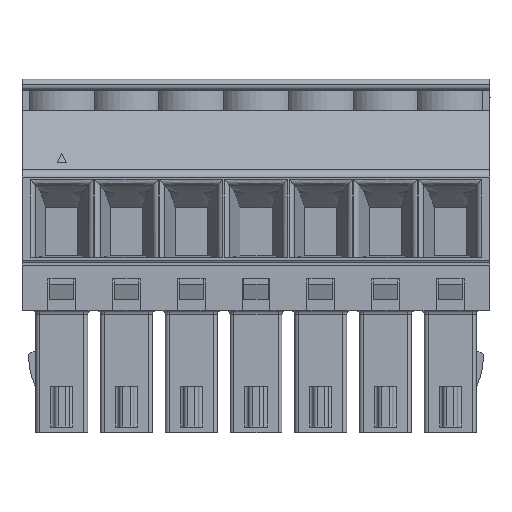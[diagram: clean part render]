
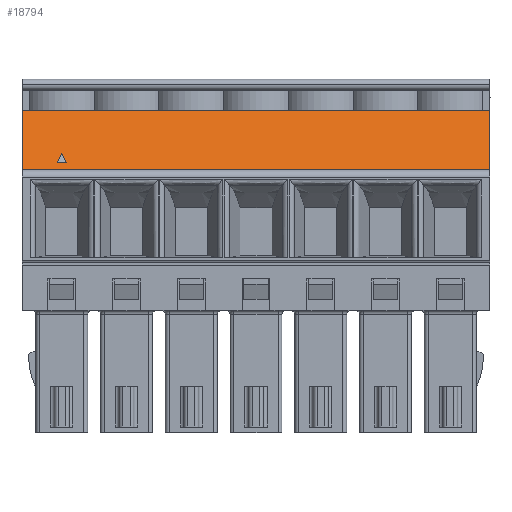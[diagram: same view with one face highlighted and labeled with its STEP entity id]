
A CAD part, top view. The second image highlights one B-rep face of the part: STEP entity #18794.
In plain terms, the highlighted planar face has unit normal (0, 0.346, 0.938).
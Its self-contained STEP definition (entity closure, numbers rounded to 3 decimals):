
#1748 = VERTEX_POINT ( 'NONE', #12261 ) ;
#2024 = CARTESIAN_POINT ( 'NONE',  ( 0., 17.4, 7.82 ) ) ;
#2944 = DIRECTION ( 'NONE',  ( -0.425, -0.849, 0.313 ) ) ;
#3760 = EDGE_CURVE ( 'NONE', #5808, #33399, #44111, .T. ) ;
#5475 = FACE_BOUND ( 'NONE', #18843, .T. ) ;
#5583 = ORIENTED_EDGE ( 'NONE', *, *, #24570, .T. ) ;
#5657 = CARTESIAN_POINT ( 'NONE',  ( 2.4, 14.6, 8.852 ) ) ;
#5679 = DIRECTION ( 'NONE',  ( 0., 0.938, -0.346 ) ) ;
#5808 = VERTEX_POINT ( 'NONE', #5657 ) ;
#5962 = DIRECTION ( 'NONE',  ( 0., -0.938, 0.346 ) ) ;
#6786 = EDGE_LOOP ( 'NONE', ( #22316, #21431, #34204, #5583 ) ) ;
#7714 = CARTESIAN_POINT ( 'NONE',  ( 2.15, 15.1, 8.668 ) ) ;
#8542 = VECTOR ( 'NONE', #32967, 1000. ) ;
#8940 = LINE ( 'NONE', #23704, #21218 ) ;
#9692 = VERTEX_POINT ( 'NONE', #28197 ) ;
#10995 = VERTEX_POINT ( 'NONE', #2024 ) ;
#12261 = CARTESIAN_POINT ( 'NONE',  ( 25.3, 14.2, 9. ) ) ;
#12513 = DIRECTION ( 'NONE',  ( 0., 0.938, -0.346 ) ) ;
#13499 = ORIENTED_EDGE ( 'NONE', *, *, #3760, .F. ) ;
#13781 = CARTESIAN_POINT ( 'NONE',  ( 25.3, 14.2, 9. ) ) ;
#16275 = ORIENTED_EDGE ( 'NONE', *, *, #44722, .F. ) ;
#17070 = LINE ( 'NONE', #13781, #37834 ) ;
#18794 = ADVANCED_FACE ( 'NONE', ( #5475, #30567 ), #44887, .T. ) ;
#18843 = EDGE_LOOP ( 'NONE', ( #13499, #16275, #38853 ) ) ;
#20315 = DIRECTION ( 'NONE',  ( -1., 0., 0. ) ) ;
#20425 = EDGE_CURVE ( 'NONE', #1748, #23943, #41839, .T. ) ;
#20973 = CARTESIAN_POINT ( 'NONE',  ( 5.957, 22.714, 5.861 ) ) ;
#21218 = VECTOR ( 'NONE', #5679, 1000. ) ;
#21431 = ORIENTED_EDGE ( 'NONE', *, *, #32855, .F. ) ;
#21791 = VERTEX_POINT ( 'NONE', #45230 ) ;
#22261 = CARTESIAN_POINT ( 'NONE',  ( 25.3, 17.4, 7.82 ) ) ;
#22316 = ORIENTED_EDGE ( 'NONE', *, *, #43773, .F. ) ;
#23502 = DIRECTION ( 'NONE',  ( 0., 0.346, 0.938 ) ) ;
#23704 = CARTESIAN_POINT ( 'NONE',  ( 0., 14.2, 9. ) ) ;
#23943 = VERTEX_POINT ( 'NONE', #22261 ) ;
#24570 = EDGE_CURVE ( 'NONE', #23943, #10995, #43772, .T. ) ;
#26480 = DIRECTION ( 'NONE',  ( 1., 0., 0. ) ) ;
#26802 = CARTESIAN_POINT ( 'NONE',  ( 25.3, 14.2, 9. ) ) ;
#28197 = CARTESIAN_POINT ( 'NONE',  ( 1.9, 14.6, 8.852 ) ) ;
#28808 = VECTOR ( 'NONE', #26480, 1000. ) ;
#29616 = VECTOR ( 'NONE', #2944, 1000. ) ;
#29669 = VECTOR ( 'NONE', #37761, 1000. ) ;
#29766 = LINE ( 'NONE', #44113, #28808 ) ;
#30103 = CARTESIAN_POINT ( 'NONE',  ( 25.3, 17.4, 7.82 ) ) ;
#30567 = FACE_OUTER_BOUND ( 'NONE', #6786, .T. ) ;
#30836 = LINE ( 'NONE', #20973, #29616 ) ;
#32855 = EDGE_CURVE ( 'NONE', #1748, #21791, #17070, .T. ) ;
#32967 = DIRECTION ( 'NONE',  ( -1., 0., 0. ) ) ;
#33399 = VERTEX_POINT ( 'NONE', #7714 ) ;
#34204 = ORIENTED_EDGE ( 'NONE', *, *, #20425, .T. ) ;
#34759 = VECTOR ( 'NONE', #12513, 1000. ) ;
#35147 = EDGE_CURVE ( 'NONE', #33399, #9692, #30836, .T. ) ;
#37320 = CARTESIAN_POINT ( 'NONE',  ( 6.695, 6.011, 12.02 ) ) ;
#37588 = AXIS2_PLACEMENT_3D ( 'NONE', #41361, #23502, #5962 ) ;
#37761 = DIRECTION ( 'NONE',  ( -0.425, 0.849, -0.313 ) ) ;
#37834 = VECTOR ( 'NONE', #20315, 1000. ) ;
#38853 = ORIENTED_EDGE ( 'NONE', *, *, #35147, .F. ) ;
#41361 = CARTESIAN_POINT ( 'NONE',  ( 25.3, 14.2, 9. ) ) ;
#41839 = LINE ( 'NONE', #26802, #34759 ) ;
#43772 = LINE ( 'NONE', #30103, #8542 ) ;
#43773 = EDGE_CURVE ( 'NONE', #21791, #10995, #8940, .T. ) ;
#44111 = LINE ( 'NONE', #37320, #29669 ) ;
#44113 = CARTESIAN_POINT ( 'NONE',  ( 25.3, 14.6, 8.852 ) ) ;
#44722 = EDGE_CURVE ( 'NONE', #9692, #5808, #29766, .T. ) ;
#44887 = PLANE ( 'NONE',  #37588 ) ;
#45230 = CARTESIAN_POINT ( 'NONE',  ( 0., 14.2, 9. ) ) ;
